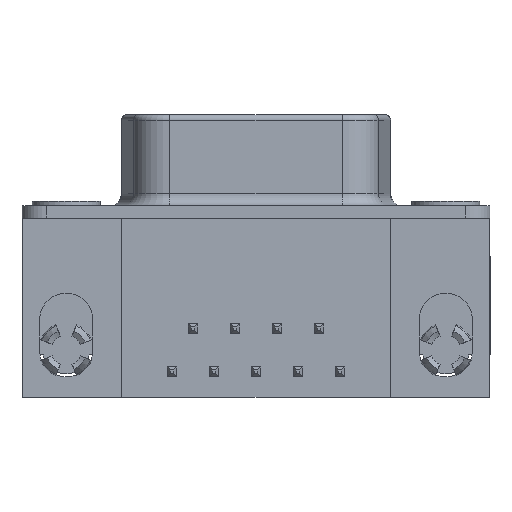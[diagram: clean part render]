
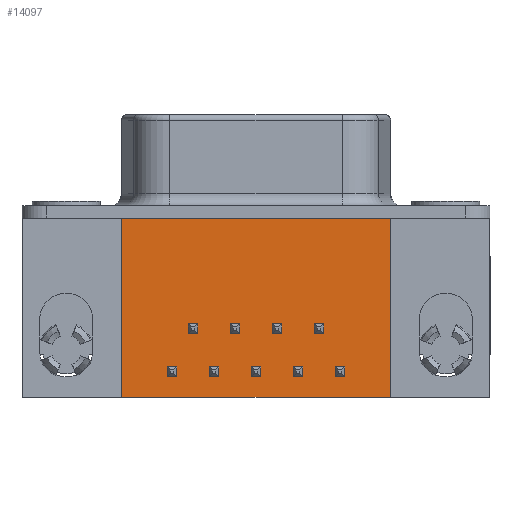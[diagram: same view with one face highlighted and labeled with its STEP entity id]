
A CAD part, front view. The second image highlights one B-rep face of the part: STEP entity #14097.
In plain terms, the highlighted planar face has unit normal (0, -1, 0).
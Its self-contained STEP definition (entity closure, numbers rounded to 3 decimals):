
#1754 = DIRECTION ( 'NONE',  ( 0., 0., -1. ) ) ;
#1843 = VECTOR ( 'NONE', #6775, 1000. ) ;
#1938 = CARTESIAN_POINT ( 'NONE',  ( 8.824, -5.775, -3.1 ) ) ;
#2192 = VERTEX_POINT ( 'NONE', #7031 ) ;
#2316 = DIRECTION ( 'NONE',  ( 0., 0., 1. ) ) ;
#2856 = VERTEX_POINT ( 'NONE', #8303 ) ;
#4112 = CARTESIAN_POINT ( 'NONE',  ( 0., -5.775, 0. ) ) ;
#4809 = VECTOR ( 'NONE', #10197, 1000. ) ;
#5694 = EDGE_CURVE ( 'NONE', #11501, #2856, #5788, .T. ) ;
#5704 = CARTESIAN_POINT ( 'NONE',  ( -8.824, -5.775, -3.1 ) ) ;
#5788 = LINE ( 'NONE', #14054, #8115 ) ;
#5830 = CARTESIAN_POINT ( 'NONE',  ( 8.824, -5.775, -3.1 ) ) ;
#6409 = DIRECTION ( 'NONE',  ( 0., 0., -1. ) ) ;
#6418 = FACE_OUTER_BOUND ( 'NONE', #9509, .T. ) ;
#6775 = DIRECTION ( 'NONE',  ( 1., 0., 0. ) ) ;
#6971 = LINE ( 'NONE', #8140, #4809 ) ;
#7031 = CARTESIAN_POINT ( 'NONE',  ( 8.824, -5.775, 8.7 ) ) ;
#7038 = ORIENTED_EDGE ( 'NONE', *, *, #9471, .T. ) ;
#7508 = AXIS2_PLACEMENT_3D ( 'NONE', #4112, #13120, #6409 ) ;
#8115 = VECTOR ( 'NONE', #1754, 1000. ) ;
#8140 = CARTESIAN_POINT ( 'NONE',  ( 8.824, -5.775, 8.7 ) ) ;
#8303 = CARTESIAN_POINT ( 'NONE',  ( -8.824, -5.775, -3.1 ) ) ;
#8388 = ORIENTED_EDGE ( 'NONE', *, *, #9748, .T. ) ;
#8757 = ORIENTED_EDGE ( 'NONE', *, *, #5694, .T. ) ;
#9074 = VECTOR ( 'NONE', #2316, 1000. ) ;
#9353 = VERTEX_POINT ( 'NONE', #5830 ) ;
#9471 = EDGE_CURVE ( 'NONE', #2192, #11501, #6971, .T. ) ;
#9509 = EDGE_LOOP ( 'NONE', ( #8757, #14134, #8388, #7038 ) ) ;
#9610 = LINE ( 'NONE', #1938, #9074 ) ;
#9748 = EDGE_CURVE ( 'NONE', #9353, #2192, #9610, .T. ) ;
#9819 = EDGE_CURVE ( 'NONE', #2856, #9353, #12715, .T. ) ;
#10197 = DIRECTION ( 'NONE',  ( -1., 0., 0. ) ) ;
#10889 = PLANE ( 'NONE',  #7508 ) ;
#11377 = CARTESIAN_POINT ( 'NONE',  ( -8.824, -5.775, 8.7 ) ) ;
#11501 = VERTEX_POINT ( 'NONE', #11377 ) ;
#12715 = LINE ( 'NONE', #5704, #1843 ) ;
#13120 = DIRECTION ( 'NONE',  ( 0., -1., 0. ) ) ;
#14054 = CARTESIAN_POINT ( 'NONE',  ( -8.824, -5.775, 8.7 ) ) ;
#14097 = ADVANCED_FACE ( 'NONE', ( #6418 ), #10889, .T. ) ;
#14134 = ORIENTED_EDGE ( 'NONE', *, *, #9819, .T. ) ;
